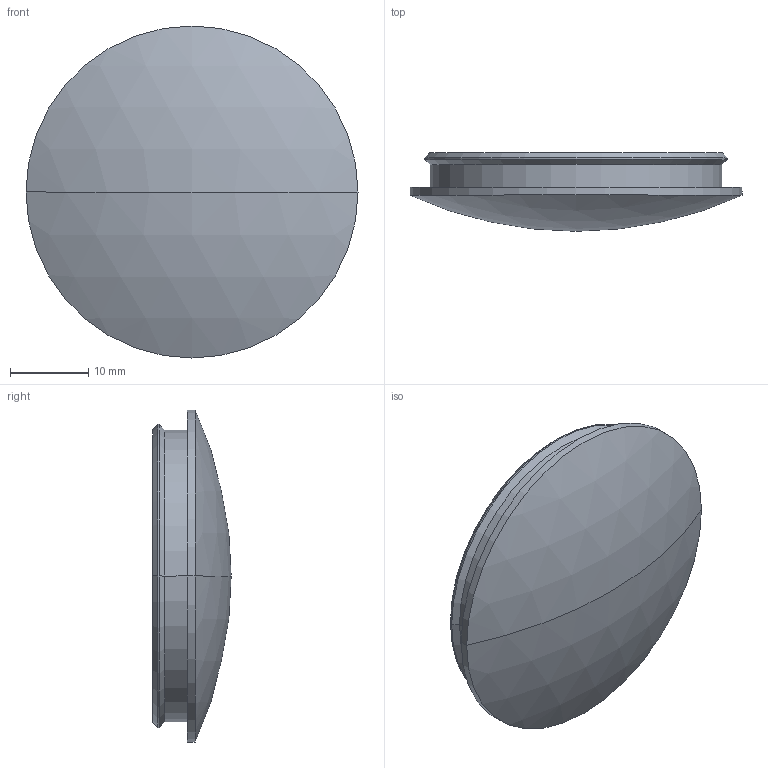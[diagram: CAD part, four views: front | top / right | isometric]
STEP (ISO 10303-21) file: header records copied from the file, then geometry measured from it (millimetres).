
FILE_DESCRIPTION (( 'STEP AP203' ), '1' );
FILE_NAME ('50810-240.STEP', '2018-11-30T11:31:48', ( '' ), ( '' ), 'SwSTEP 2.0', 'SolidWorks 2015', '' );
FILE_SCHEMA (( 'CONFIG_CONTROL_DESIGN' ));
Length unit declared in the file: millimetre
Products named in the file (1): 50810-240
Bounding box: 42.4 x 10 x 42.4 mm (x, y, z)
Volume: 9571.6 mm3; surface area: 3636.5 mm2
Topology: 1 solids, 1 shells, 235 faces, 611 edges, 405 vertices
Faces by surface type: plane 117, bspline 106, cylinder 6, cone 4, sphere 2
Entity records: 13366 total; most frequent: CARTESIAN_POINT 8238, ORIENTED_EDGE 1222, DIRECTION 675, EDGE_CURVE 611, VERTEX_POINT 405, LINE 383, VECTOR 383, EDGE_LOOP 262
